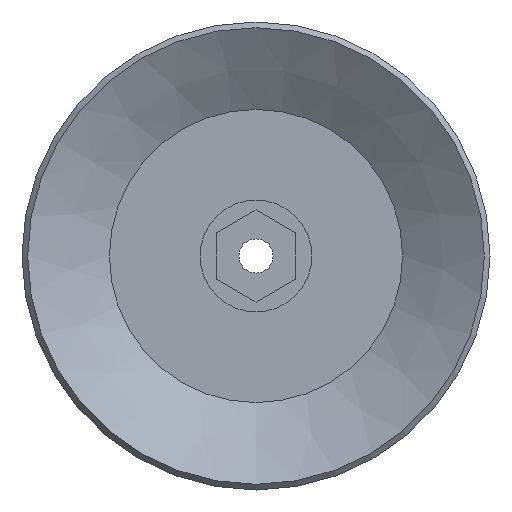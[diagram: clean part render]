
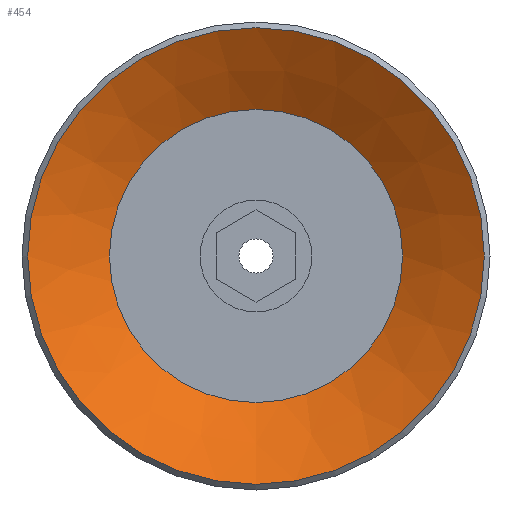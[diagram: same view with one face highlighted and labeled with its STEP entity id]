
A CAD part, front view. The second image highlights one B-rep face of the part: STEP entity #454.
In plain terms, the highlighted conical face has half-angle 57.848 degrees and reference radius 25.682 mm.
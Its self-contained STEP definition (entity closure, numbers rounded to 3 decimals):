
#22=CONICAL_SURFACE('',#485,25.682,1.01);
#32=CIRCLE('',#483,25.682);
#34=CIRCLE('',#486,40.);
#56=ORIENTED_EDGE('',*,*,#121,.T.);
#57=ORIENTED_EDGE('',*,*,#119,.F.);
#119=EDGE_CURVE('',#152,#152,#32,.T.);
#121=EDGE_CURVE('',#154,#154,#34,.T.);
#152=VERTEX_POINT('',#630);
#154=VERTEX_POINT('',#635);
#213=EDGE_LOOP('',(#56));
#214=EDGE_LOOP('',(#57));
#251=FACE_BOUND('',#213,.T.);
#252=FACE_BOUND('',#214,.T.);
#454=ADVANCED_FACE('',(#251,#252),#22,.F.);
#483=AXIS2_PLACEMENT_3D('',#629,#533,#534);
#485=AXIS2_PLACEMENT_3D('',#633,#537,#538);
#486=AXIS2_PLACEMENT_3D('',#634,#539,#540);
#533=DIRECTION('',(0.,-1.,0.));
#534=DIRECTION('',(0.,0.,-1.));
#537=DIRECTION('',(0.,-1.,0.));
#538=DIRECTION('',(0.,0.,-1.));
#539=DIRECTION('',(0.,-1.,0.));
#540=DIRECTION('',(0.,0.,-1.));
#629=CARTESIAN_POINT('',(0.,9.,0.));
#630=CARTESIAN_POINT('',(0.,9.,-25.682));
#633=CARTESIAN_POINT('',(0.,9.,0.));
#634=CARTESIAN_POINT('',(0.,0.,0.));
#635=CARTESIAN_POINT('',(0.,0.,-40.));
